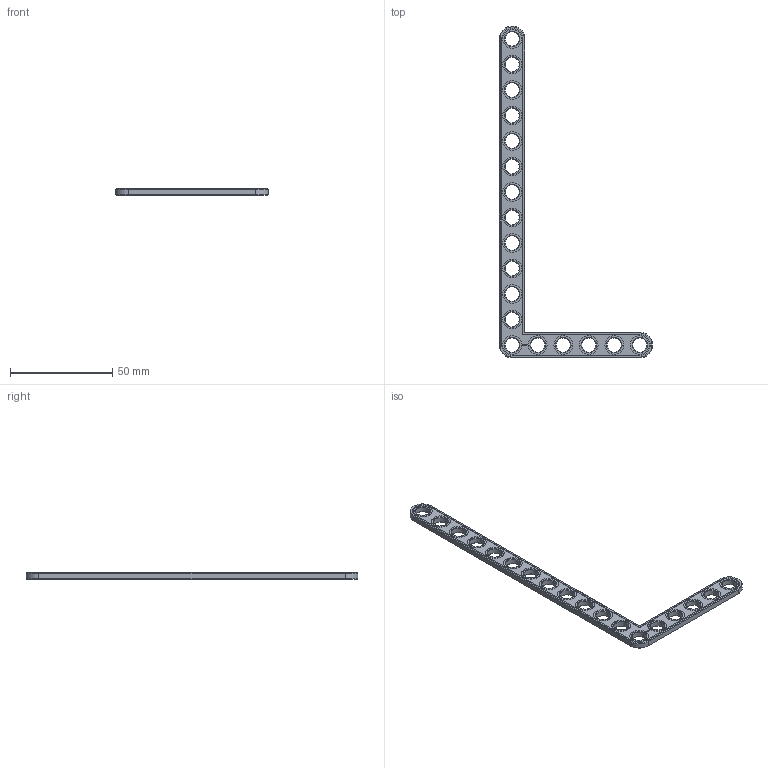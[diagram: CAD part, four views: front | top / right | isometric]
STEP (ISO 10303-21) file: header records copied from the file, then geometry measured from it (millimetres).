
FILE_DESCRIPTION(('FreeCAD Model'),'2;1');
FILE_NAME('Open CASCADE Shape Model','2022-02-09T11:42:50',( 'Paulo Kiefe'),('STEMFIE.org'),'Open CASCADE STEP processor 7.4', 'FreeCAD','Unknown');
FILE_SCHEMA(('AUTOMOTIVE_DESIGN { 1 0 10303 214 1 1 1 1 }'));
Length unit declared in the file: millimetre
Products named in the file (1): Brace_AGD_90_ASYM_ERR_BU06x13x01x00.25_-_SPN-BRC-1072_(stemfie.org)
Bounding box: 75 x 162.5 x 3.12 mm (x, y, z)
Volume: 6201.2 mm3; surface area: 6733.9 mm2
Topology: 1 solids, 1 shells, 597 faces, 1582 edges, 1038 vertices
Faces by surface type: plane 353, extrusion 160, cone 42, cylinder 42
Full cylindrical faces by diameter (mm): 7 x18, 9.2 x18
Entity records: 40192 total; most frequent: CARTESIAN_POINT 9442, DIRECTION 5072, VECTOR 3878, LINE 3718, ORIENTED_EDGE 3164, PCURVE 3164, DEFINITIONAL_REPRESENTATION 3164, EDGE_CURVE 1582
